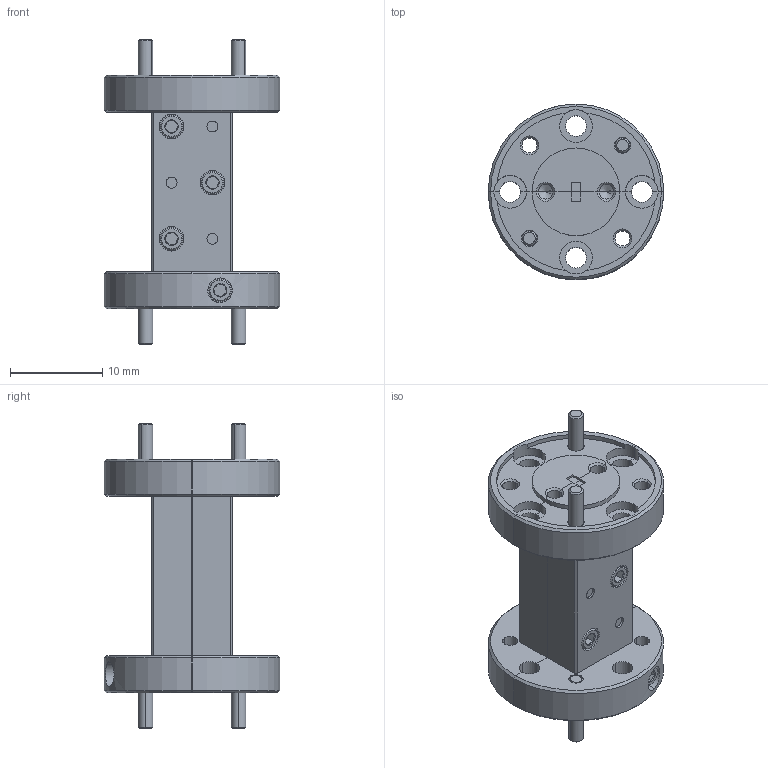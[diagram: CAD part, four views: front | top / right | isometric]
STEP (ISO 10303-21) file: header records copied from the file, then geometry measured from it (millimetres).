
FILE_DESCRIPTION (( 'STEP AP203' ), '1' );
FILE_NAME ('STQ-WB-08090-T1-1.0.STEP', '2023-04-18T22:53:10', ( '' ), ( '' ), 'SwSTEP 2.0', 'SolidWorks 2021', '' );
FILE_SCHEMA (( 'CONFIG_CONTROL_DESIGN' ));
Length unit declared in the file: inch
Products named in the file (1): STQ-WB-08090-T1-1.0
Bounding box: 19.05 x 19.05 x 33.15 mm (x, y, z)
Volume: 3280.1 mm3; surface area: 3474.9 mm2
Topology: 14 solids, 14 shells, 459 faces, 1041 edges, 634 vertices
Faces by surface type: plane 166, cone 147, cylinder 146
Entity records: 13120 total; most frequent: CARTESIAN_POINT 2527, DIRECTION 2337, ORIENTED_EDGE 2066, EDGE_CURVE 1033, AXIS2_PLACEMENT_3D 904, VERTEX_POINT 634, VECTOR 529, LINE 529
